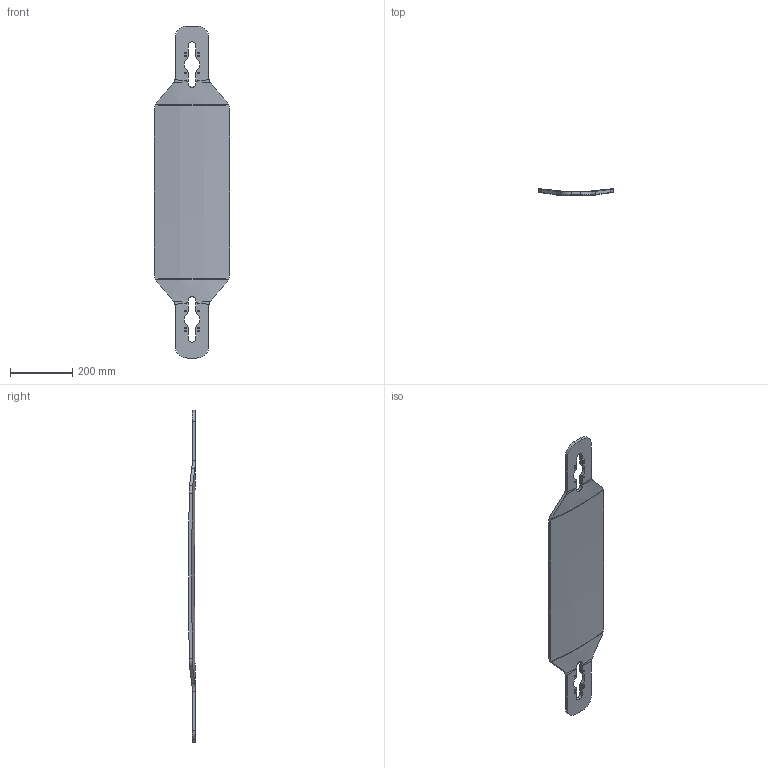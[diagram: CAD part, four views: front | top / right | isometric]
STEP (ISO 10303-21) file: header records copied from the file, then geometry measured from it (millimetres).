
FILE_DESCRIPTION(/* description */ (''),/* implementation_level */ '2;1');
FILE_NAME(/* name */ 'honolua.stp',/* time_stamp */ '2024-08-12T22:02:03-07:00',/* author */ ('devan'),/* organization */ (''),/* preprocessor_version */ 'ST-DEVELOPER v20',/* originating_system */ 'Autodesk Inventor 2025',/* authorisation */ '');
FILE_SCHEMA (('AUTOMOTIVE_DESIGN { 1 0 10303 214 3 1 1 }'));
Length unit declared in the file: inch
Products named in the file (1): 36
Bounding box: 241.3 x 20.91 x 1066.8 mm (x, y, z)
Volume: 1896262.8 mm3; surface area: 412860.3 mm2
Topology: 1 solids, 1 shells, 82 faces, 260 edges, 176 vertices
Faces by surface type: cylinder 40, plane 24, bspline 16, torus 2
Full cylindrical faces by diameter (mm): 5 x12
Entity records: 4249 total; most frequent: CARTESIAN_POINT 1999, ORIENTED_EDGE 520, DIRECTION 374, EDGE_CURVE 260, VERTEX_POINT 176, AXIS2_PLACEMENT_3D 139, EDGE_LOOP 106, LINE 96
